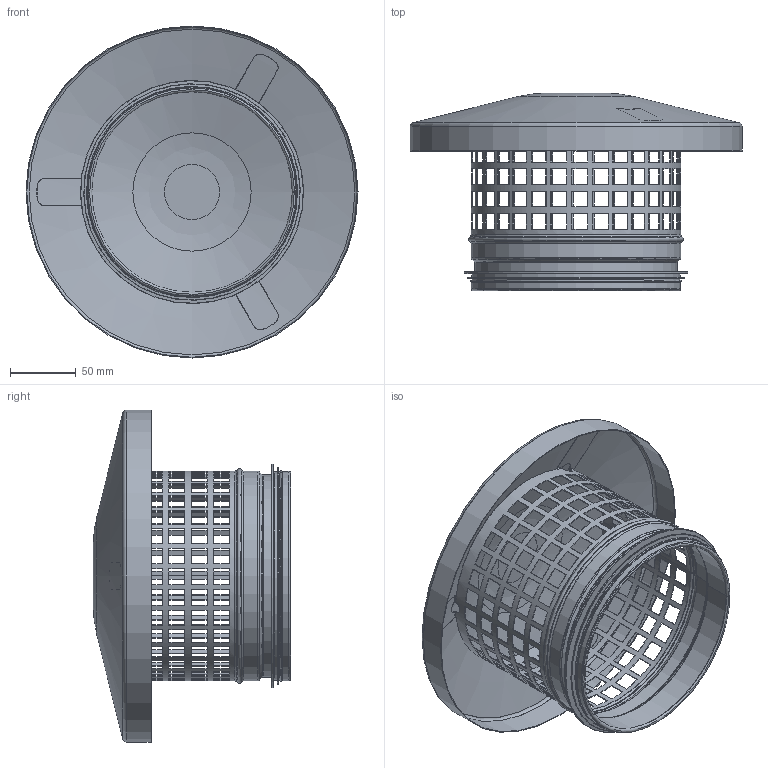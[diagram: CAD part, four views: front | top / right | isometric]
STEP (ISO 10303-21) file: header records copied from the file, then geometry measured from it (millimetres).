
FILE_DESCRIPTION(/* description */ ('Takhatt'),/* implementation_level */ '2;1');
FILE_NAME(/* name */ 'NA10005.stp',/* time_stamp */ '2016-11-28T03:41:10-08:00',/* author */ ('CAD'),/* organization */ (''),/* preprocessor_version */ 'ST-DEVELOPER v16.5',/* originating_system */ 'Autodesk Inventor 2017',/* authorisation */ '');
FILE_SCHEMA (('AUTOMOTIVE_DESIGN { 1 0 10303 214 3 1 1 }'));
Length unit declared in the file: millimetre
Products named in the file (4): HTH-04; HTH-AA-03; HTH-BA-02; 999005
Assembly tree (3 placements, depth 2):
  HTH-04
    HTH-AA-03
    HTH-BA-02
    999005
Bounding box: 252 x 150.1 x 252 mm (x, y, z)
Volume: 88365.5 mm3; surface area: 269308.3 mm2
Topology: 3 solids, 3 shells, 800 faces, 2270 edges, 1474 vertices
Faces by surface type: plane 677, bspline 44, torus 32, cylinder 28, cone 19
Full cylindrical faces by diameter (mm): 155.4 x1, 158 x3, 164.4 x1, 169.4 x1, 250.8 x1, 252 x1
Entity records: 28352 total; most frequent: CARTESIAN_POINT 5675, ORIENTED_EDGE 4498, DIRECTION 4490, EDGE_CURVE 2249, AXIS2_PLACEMENT_3D 1552, VERTEX_POINT 1473, LINE 1386, VECTOR 1386
